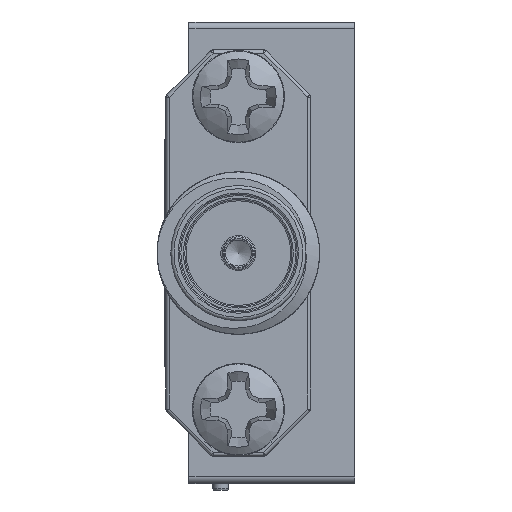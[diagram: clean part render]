
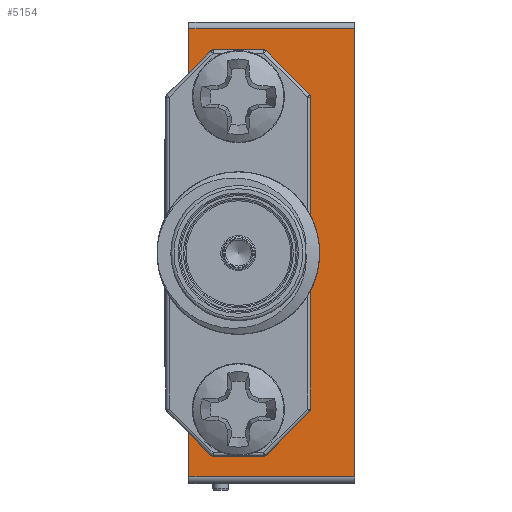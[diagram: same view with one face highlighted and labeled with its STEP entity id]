
A CAD part, left-side view. The second image highlights one B-rep face of the part: STEP entity #5154.
In plain terms, the highlighted planar face has unit normal (-1, 0, 0).
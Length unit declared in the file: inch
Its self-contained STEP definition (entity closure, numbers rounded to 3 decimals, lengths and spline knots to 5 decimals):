
#949 = DIRECTION ( 'NONE',  ( 1., 0., 0. ) ) ;
#2366 = EDGE_LOOP ( 'NONE', ( #25917, #40932, #23085, #3992, #47614, #46909, #45663, #7665 ) ) ;
#3503 = CARTESIAN_POINT ( 'NONE',  ( -0.54, -0.197, -0.345 ) ) ;
#3575 = CARTESIAN_POINT ( 'NONE',  ( -0.54, -0.018, -0.1885 ) ) ;
#3793 = LINE ( 'NONE', #14883, #19702 ) ;
#3915 = DIRECTION ( 'NONE',  ( 0., 1., 0. ) ) ;
#3992 = ORIENTED_EDGE ( 'NONE', *, *, #44650, .F. ) ;
#4529 = VERTEX_POINT ( 'NONE', #3575 ) ;
#5154 = ADVANCED_FACE ( 'NONE', ( #37339, #41201, #30335 ), #37607, .F. ) ;
#5771 = EDGE_CURVE ( 'NONE', #18994, #30513, #15795, .T. ) ;
#7067 = VERTEX_POINT ( 'NONE', #7534 ) ;
#7534 = CARTESIAN_POINT ( 'NONE',  ( -0.54, 0.058, -0.182 ) ) ;
#7665 = ORIENTED_EDGE ( 'NONE', *, *, #23381, .T. ) ;
#8198 = DIRECTION ( 'NONE',  ( -1., 0., 0. ) ) ;
#8594 = CARTESIAN_POINT ( 'NONE',  ( -0.54, -0.018, -0.241 ) ) ;
#9174 = VECTOR ( 'NONE', #12922, 39.37008 ) ;
#9466 = LINE ( 'NONE', #12838, #33916 ) ;
#9641 = VECTOR ( 'NONE', #3915, 39.37008 ) ;
#9686 = ORIENTED_EDGE ( 'NONE', *, *, #47668, .F. ) ;
#10505 = EDGE_CURVE ( 'NONE', #36613, #30513, #38487, .T. ) ;
#10521 = VECTOR ( 'NONE', #12515, 39.37008 ) ;
#11740 = LINE ( 'NONE', #25649, #40453 ) ;
#11748 = DIRECTION ( 'NONE',  ( 0., 0., 1. ) ) ;
#12515 = DIRECTION ( 'NONE',  ( 0., 1., 0. ) ) ;
#12838 = CARTESIAN_POINT ( 'NONE',  ( -0.54, 0.058, -0.345 ) ) ;
#12922 = DIRECTION ( 'NONE',  ( 0., 0., 1. ) ) ;
#13785 = CARTESIAN_POINT ( 'NONE',  ( -0.54, -0.09, 0.182 ) ) ;
#14471 = AXIS2_PLACEMENT_3D ( 'NONE', #8594, #41555, #11748 ) ;
#14776 = EDGE_CURVE ( 'NONE', #38343, #7067, #3793, .T. ) ;
#14883 = CARTESIAN_POINT ( 'NONE',  ( -0.54, 0.058, -0.355 ) ) ;
#15795 = LINE ( 'NONE', #30712, #9174 ) ;
#16674 = DIRECTION ( 'NONE',  ( 0., -1., 0. ) ) ;
#18124 = VECTOR ( 'NONE', #34941, 39.37008 ) ;
#18272 = VERTEX_POINT ( 'NONE', #3503 ) ;
#18741 = VECTOR ( 'NONE', #23377, 39.37008 ) ;
#18994 = VERTEX_POINT ( 'NONE', #39127 ) ;
#19541 = CARTESIAN_POINT ( 'NONE',  ( -0.54, 0.058, -0.355 ) ) ;
#19702 = VECTOR ( 'NONE', #22593, 39.37008 ) ;
#22593 = DIRECTION ( 'NONE',  ( 0., 0., 1. ) ) ;
#23085 = ORIENTED_EDGE ( 'NONE', *, *, #5771, .F. ) ;
#23235 = CARTESIAN_POINT ( 'NONE',  ( -0.54, 0.058, -0.345 ) ) ;
#23341 = CARTESIAN_POINT ( 'NONE',  ( -0.54, 0.058, 0.345 ) ) ;
#23377 = DIRECTION ( 'NONE',  ( 0., 0., 1. ) ) ;
#23381 = EDGE_CURVE ( 'NONE', #38343, #18272, #9466, .T. ) ;
#24332 = VERTEX_POINT ( 'NONE', #31999 ) ;
#25062 = LINE ( 'NONE', #13785, #18124 ) ;
#25649 = CARTESIAN_POINT ( 'NONE',  ( -0.54, -0.09, 0.182 ) ) ;
#25917 = ORIENTED_EDGE ( 'NONE', *, *, #30882, .T. ) ;
#26754 = DIRECTION ( 'NONE',  ( 0., 0., -1. ) ) ;
#26940 = AXIS2_PLACEMENT_3D ( 'NONE', #44571, #8198, #37570 ) ;
#30335 = FACE_BOUND ( 'NONE', #32522, .T. ) ;
#30513 = VERTEX_POINT ( 'NONE', #45602 ) ;
#30712 = CARTESIAN_POINT ( 'NONE',  ( -0.54, 0.058, -0.355 ) ) ;
#30752 = CIRCLE ( 'NONE', #26940, 0.0525 ) ;
#30882 = EDGE_CURVE ( 'NONE', #18272, #36613, #41889, .T. ) ;
#31999 = CARTESIAN_POINT ( 'NONE',  ( -0.54, -0.018, 0.2925 ) ) ;
#32522 = EDGE_LOOP ( 'NONE', ( #47487 ) ) ;
#33070 = CARTESIAN_POINT ( 'NONE',  ( -0.54, -0.09, -0.182 ) ) ;
#33125 = CARTESIAN_POINT ( 'NONE',  ( -0.54, -0.197, 0.345 ) ) ;
#33727 = CIRCLE ( 'NONE', #14471, 0.0525 ) ;
#33916 = VECTOR ( 'NONE', #16674, 39.37008 ) ;
#34166 = VERTEX_POINT ( 'NONE', #44842 ) ;
#34535 = VERTEX_POINT ( 'NONE', #38709 ) ;
#34941 = DIRECTION ( 'NONE',  ( 0., 1., 0. ) ) ;
#36613 = VERTEX_POINT ( 'NONE', #33125 ) ;
#37339 = FACE_OUTER_BOUND ( 'NONE', #2366, .T. ) ;
#37478 = AXIS2_PLACEMENT_3D ( 'NONE', #19541, #949, #26754 ) ;
#37570 = DIRECTION ( 'NONE',  ( 0., 0., 1. ) ) ;
#37607 = PLANE ( 'NONE',  #37478 ) ;
#38033 = CARTESIAN_POINT ( 'NONE',  ( -0.54, -0.197, -0.355 ) ) ;
#38343 = VERTEX_POINT ( 'NONE', #23235 ) ;
#38487 = LINE ( 'NONE', #23341, #10521 ) ;
#38709 = CARTESIAN_POINT ( 'NONE',  ( -0.54, -0.09, 0.182 ) ) ;
#39127 = CARTESIAN_POINT ( 'NONE',  ( -0.54, 0.058, 0.182 ) ) ;
#40337 = DIRECTION ( 'NONE',  ( 0., 0., 1. ) ) ;
#40453 = VECTOR ( 'NONE', #40337, 39.37008 ) ;
#40540 = LINE ( 'NONE', #33070, #9641 ) ;
#40932 = ORIENTED_EDGE ( 'NONE', *, *, #10505, .T. ) ;
#41201 = FACE_BOUND ( 'NONE', #46149, .T. ) ;
#41555 = DIRECTION ( 'NONE',  ( -1., 0., 0. ) ) ;
#41662 = EDGE_CURVE ( 'NONE', #24332, #24332, #30752, .T. ) ;
#41889 = LINE ( 'NONE', #38033, #18741 ) ;
#44558 = EDGE_CURVE ( 'NONE', #34166, #7067, #40540, .T. ) ;
#44571 = CARTESIAN_POINT ( 'NONE',  ( -0.54, -0.018, 0.24 ) ) ;
#44650 = EDGE_CURVE ( 'NONE', #34535, #18994, #25062, .T. ) ;
#44842 = CARTESIAN_POINT ( 'NONE',  ( -0.54, -0.09, -0.182 ) ) ;
#45043 = EDGE_CURVE ( 'NONE', #34166, #34535, #11740, .T. ) ;
#45602 = CARTESIAN_POINT ( 'NONE',  ( -0.54, 0.058, 0.345 ) ) ;
#45663 = ORIENTED_EDGE ( 'NONE', *, *, #14776, .F. ) ;
#46149 = EDGE_LOOP ( 'NONE', ( #9686 ) ) ;
#46909 = ORIENTED_EDGE ( 'NONE', *, *, #44558, .T. ) ;
#47487 = ORIENTED_EDGE ( 'NONE', *, *, #41662, .F. ) ;
#47614 = ORIENTED_EDGE ( 'NONE', *, *, #45043, .F. ) ;
#47668 = EDGE_CURVE ( 'NONE', #4529, #4529, #33727, .T. ) ;
